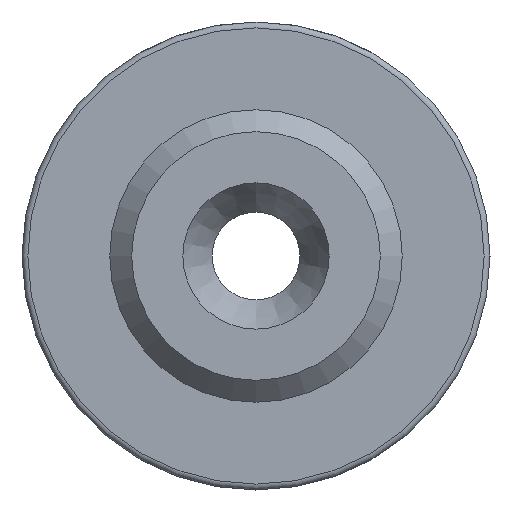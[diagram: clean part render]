
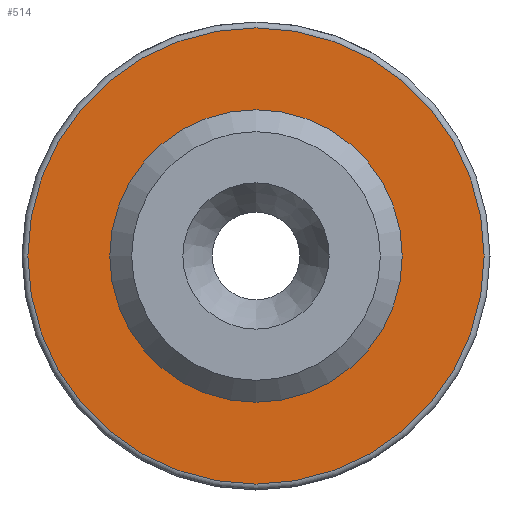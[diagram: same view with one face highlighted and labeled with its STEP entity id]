
A CAD part, left-side view. The second image highlights one B-rep face of the part: STEP entity #514.
In plain terms, the highlighted planar face has unit normal (-1, 0, 0).
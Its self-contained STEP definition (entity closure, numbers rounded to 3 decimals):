
#38 = CARTESIAN_POINT ( 'NONE',  ( -32., 0., 0. ) ) ;
#45 = VERTEX_POINT ( 'NONE', #426 ) ;
#47 = EDGE_CURVE ( 'NONE', #45, #45, #371, .T. ) ;
#112 = AXIS2_PLACEMENT_3D ( 'NONE', #323, #499, #369 ) ;
#153 = AXIS2_PLACEMENT_3D ( 'NONE', #38, #301, #476 ) ;
#154 = ORIENTED_EDGE ( 'NONE', *, *, #408, .F. ) ;
#173 = PLANE ( 'NONE',  #112 ) ;
#196 = CARTESIAN_POINT ( 'NONE',  ( -32., 0., 4.25 ) ) ;
#236 = DIRECTION ( 'NONE',  ( -1., 0., 0. ) ) ;
#248 = CIRCLE ( 'NONE', #415, 4.25 ) ;
#275 = DIRECTION ( 'NONE',  ( 0., 0., 1. ) ) ;
#297 = VERTEX_POINT ( 'NONE', #196 ) ;
#301 = DIRECTION ( 'NONE',  ( -1., 0., 0. ) ) ;
#305 = FACE_OUTER_BOUND ( 'NONE', #430, .T. ) ;
#323 = CARTESIAN_POINT ( 'NONE',  ( -32., 0., -7.8 ) ) ;
#369 = DIRECTION ( 'NONE',  ( 0., 0., -1. ) ) ;
#371 = CIRCLE ( 'NONE', #153, 7.8 ) ;
#377 = EDGE_LOOP ( 'NONE', ( #154 ) ) ;
#408 = EDGE_CURVE ( 'NONE', #297, #297, #248, .T. ) ;
#415 = AXIS2_PLACEMENT_3D ( 'NONE', #458, #236, #275 ) ;
#426 = CARTESIAN_POINT ( 'NONE',  ( -32., 0., 7.8 ) ) ;
#430 = EDGE_LOOP ( 'NONE', ( #482 ) ) ;
#458 = CARTESIAN_POINT ( 'NONE',  ( -32., 0., 0. ) ) ;
#476 = DIRECTION ( 'NONE',  ( 0., 0., 1. ) ) ;
#482 = ORIENTED_EDGE ( 'NONE', *, *, #47, .T. ) ;
#499 = DIRECTION ( 'NONE',  ( 1., 0., 0. ) ) ;
#514 = ADVANCED_FACE ( 'NONE', ( #569, #305 ), #173, .F. ) ;
#569 = FACE_BOUND ( 'NONE', #377, .T. ) ;
